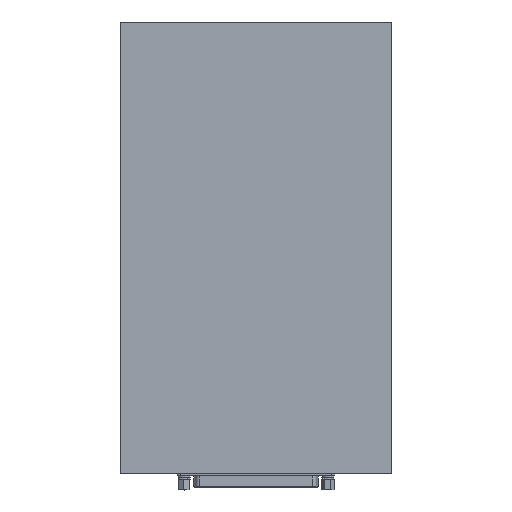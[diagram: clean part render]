
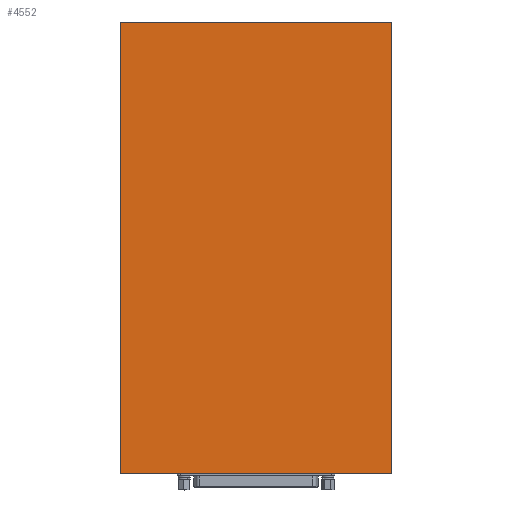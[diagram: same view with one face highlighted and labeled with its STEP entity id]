
A CAD part, top view. The second image highlights one B-rep face of the part: STEP entity #4552.
In plain terms, the highlighted planar face has unit normal (0, 0, 1).
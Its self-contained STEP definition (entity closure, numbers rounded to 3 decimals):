
#474=ORIENTED_EDGE('',*,*,#1132,.F.);
#475=ORIENTED_EDGE('',*,*,#1141,.F.);
#476=ORIENTED_EDGE('',*,*,#1138,.F.);
#477=ORIENTED_EDGE('',*,*,#1135,.F.);
#1132=EDGE_CURVE('',#1468,#1469,#1749,.T.);
#1135=EDGE_CURVE('',#1469,#1471,#1752,.T.);
#1138=EDGE_CURVE('',#1471,#1473,#1755,.T.);
#1141=EDGE_CURVE('',#1473,#1468,#1758,.T.);
#1468=VERTEX_POINT('',#6374);
#1469=VERTEX_POINT('',#6376);
#1471=VERTEX_POINT('',#6382);
#1473=VERTEX_POINT('',#6388);
#1749=LINE('',#6375,#1855);
#1752=LINE('',#6381,#1858);
#1755=LINE('',#6387,#1861);
#1758=LINE('',#6392,#1864);
#1855=VECTOR('',#5304,1000.);
#1858=VECTOR('',#5309,1000.);
#1861=VECTOR('',#5314,1000.);
#1864=VECTOR('',#5319,1000.);
#1963=EDGE_LOOP('',(#474,#475,#476,#477));
#2385=FACE_BOUND('',#1963,.T.);
#2814=PLANE('',#4821);
#4552=ADVANCED_FACE('',(#2385),#2814,.F.);
#4821=AXIS2_PLACEMENT_3D('',#6393,#5320,#5321);
#5304=DIRECTION('',(0.,-1.,0.));
#5309=DIRECTION('',(-1.,0.,0.));
#5314=DIRECTION('',(0.,1.,0.));
#5319=DIRECTION('',(1.,0.,0.));
#5320=DIRECTION('',(0.,0.,-1.));
#5321=DIRECTION('',(-1.,0.,0.));
#6374=CARTESIAN_POINT('',(59.944,99.695,10.287));
#6375=CARTESIAN_POINT('',(59.944,99.695,10.287));
#6376=CARTESIAN_POINT('',(59.944,-99.695,10.287));
#6381=CARTESIAN_POINT('',(59.944,-99.695,10.287));
#6382=CARTESIAN_POINT('',(-59.944,-99.695,10.287));
#6387=CARTESIAN_POINT('',(-59.944,-99.695,10.287));
#6388=CARTESIAN_POINT('',(-59.944,99.695,10.287));
#6392=CARTESIAN_POINT('',(-59.944,99.695,10.287));
#6393=CARTESIAN_POINT('',(0.,0.,10.287));
